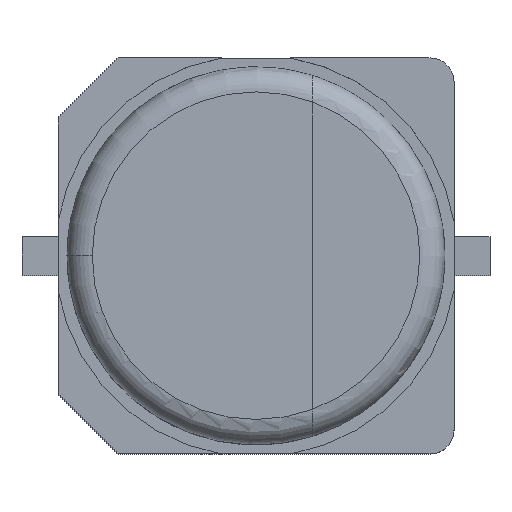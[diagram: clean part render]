
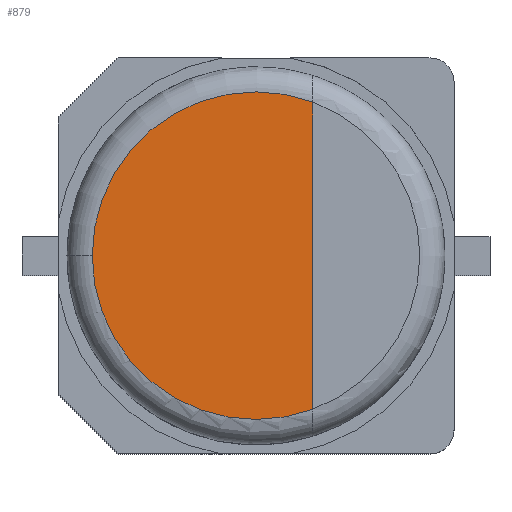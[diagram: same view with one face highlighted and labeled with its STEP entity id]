
A CAD part, top view. The second image highlights one B-rep face of the part: STEP entity #879.
In plain terms, the highlighted planar face has unit normal (0, 0, 1).
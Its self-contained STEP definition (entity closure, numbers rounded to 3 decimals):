
#34=DIRECTION('',(0.,0.,-1.));
#35=DIRECTION('',(-1.,0.,0.));
#124=VECTOR('',#125,1.);
#125=DIRECTION('',(0.,-1.,0.));
#200=DIRECTION('',(-0.,0.,-1.));
#787=VERTEX_POINT('',#788);
#788=CARTESIAN_POINT('',(-2.73,0.,3.9));
#796=VERTEX_POINT('',#797);
#797=CARTESIAN_POINT('',(0.945,2.561,3.9));
#816=EDGE_CURVE('',#787,#796,#817,.T.);
#817=CIRCLE('',#818,2.73);
#818=AXIS2_PLACEMENT_3D('',#819,#34,#35);
#819=CARTESIAN_POINT('',(0.,0.,3.9));
#830=VERTEX_POINT('',#831);
#831=CARTESIAN_POINT('',(0.945,-2.561,3.9));
#857=EDGE_CURVE('',#830,#787,#817,.T.);
#879=ADVANCED_FACE('',(#880),#888,.F.);
#880=FACE_BOUND('',#881,.F.);
#881=EDGE_LOOP('',(#882,#883,#884));
#882=ORIENTED_EDGE('',*,*,#857,.T.);
#883=ORIENTED_EDGE('',*,*,#816,.T.);
#884=ORIENTED_EDGE('',*,*,#885,.T.);
#885=EDGE_CURVE('',#796,#830,#886,.T.);
#886=LINE('',#887,#124);
#887=CARTESIAN_POINT('',(0.945,3.15,3.9));
#888=PLANE('',#889);
#889=AXIS2_PLACEMENT_3D('',#819,#200,#35);
